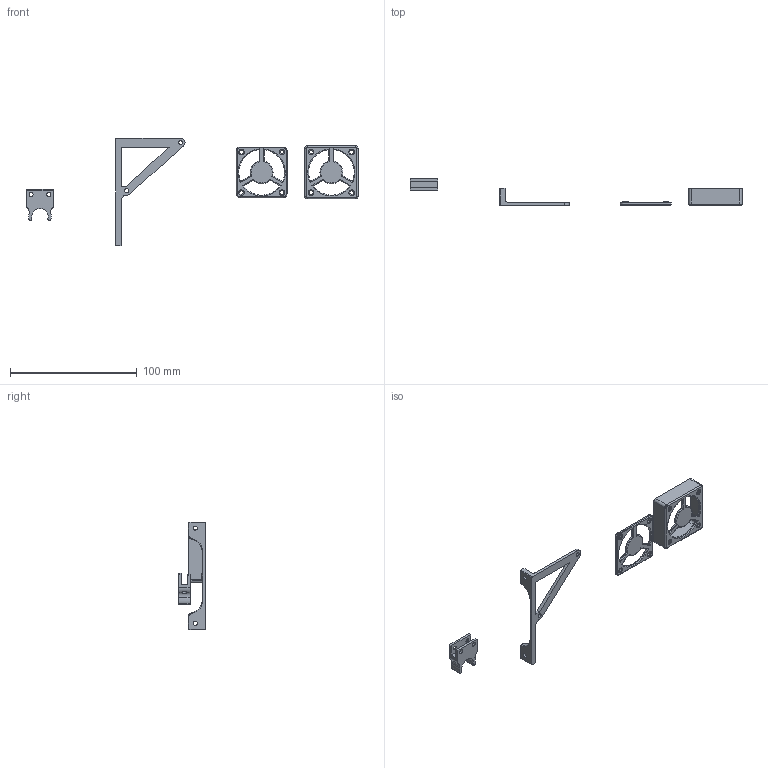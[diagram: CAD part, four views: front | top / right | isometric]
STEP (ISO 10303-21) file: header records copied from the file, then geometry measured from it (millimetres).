
FILE_DESCRIPTION(/* description */ (''),/* implementation_level */ '2;1');
FILE_NAME(/* name */ 'Extruder_5015_Fan_Bracket v8.step',/* time_stamp */ '2020-09-20T21:17:04+02:00',/* author */ (''),/* organization */ (''),/* preprocessor_version */ 'ST-DEVELOPER v18.1',/* originating_system */ 'Autodesk Translation Framework v9.3.0.1241',/* authorisation */ '');
FILE_SCHEMA (('AUTOMOTIVE_DESIGN { 1 0 10303 214 3 1 1 }'));
Length unit declared in the file: millimetre
Products named in the file (1): Extruder_5015_Fan_Bracket
Bounding box: 262 x 21.2 x 85 mm (x, y, z)
Volume: 11747.9 mm3; surface area: 14936 mm2
Topology: 4 solids, 4 shells, 248 faces, 628 edges, 393 vertices
Faces by surface type: cylinder 107, plane 89, torus 44, bspline 6, sphere 2
Full cylindrical faces by diameter (mm): 3.2 x16
Entity records: 8368 total; most frequent: CARTESIAN_POINT 2208, DIRECTION 1298, ORIENTED_EDGE 1256, EDGE_CURVE 628, AXIS2_PLACEMENT_3D 488, VERTEX_POINT 393, LINE 322, VECTOR 322
